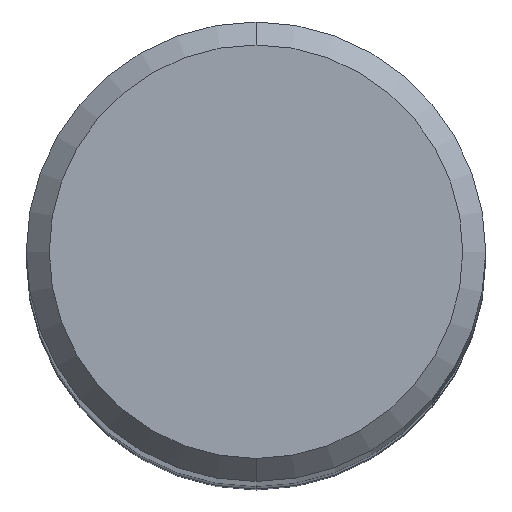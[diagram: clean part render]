
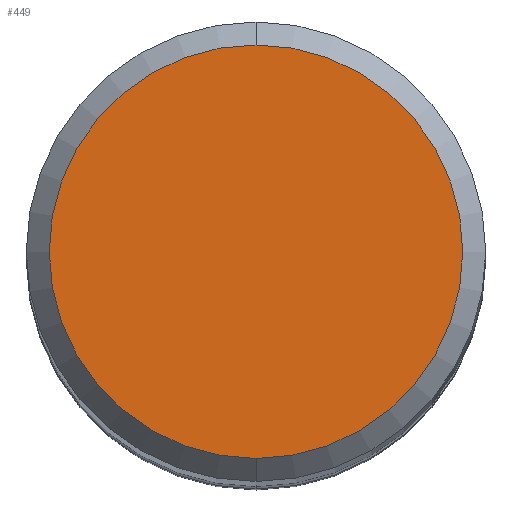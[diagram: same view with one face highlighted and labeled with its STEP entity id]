
A CAD part, top view. The second image highlights one B-rep face of the part: STEP entity #449.
In plain terms, the highlighted planar face has unit normal (0, 0, 1).
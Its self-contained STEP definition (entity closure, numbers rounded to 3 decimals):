
#283=VERTEX_POINT('',#676);
#449=ADVANCED_FACE('',(#866),#867,.T.);
#485=EDGE_CURVE('',#531,#283,#906,.T.);
#521=EDGE_CURVE('',#283,#531,#945,.T.);
#531=VERTEX_POINT('',#956);
#676=CARTESIAN_POINT('',(0.,-3.6,0.0));
#866=FACE_OUTER_BOUND('',#1451,.T.);
#867=PLANE('',#1452);
#906=CIRCLE('',#1538,3.6);
#945=CIRCLE('',#1607,3.6);
#956=CARTESIAN_POINT('',(0.0,3.6,0.0));
#1451=EDGE_LOOP('',(#2092,#2093));
#1452=AXIS2_PLACEMENT_3D('',#2094,#2095,#2096);
#1538=AXIS2_PLACEMENT_3D('',#2142,#2143,#2144);
#1607=AXIS2_PLACEMENT_3D('',#2197,#2198,#2199);
#2092=ORIENTED_EDGE('',*,*,#485,.F.);
#2093=ORIENTED_EDGE('',*,*,#521,.F.);
#2094=CARTESIAN_POINT('',(0.0,1.8,0.0));
#2095=DIRECTION('',(-0.0,0.0,1.0));
#2096=DIRECTION('',(0.0,-1.0,0.0));
#2142=CARTESIAN_POINT('',(0.0,0.0,0.0));
#2143=DIRECTION('',(0.0,0.0,-1.0));
#2144=DIRECTION('',(0.0,1.0,0.0));
#2197=CARTESIAN_POINT('',(0.0,0.0,0.0));
#2198=DIRECTION('',(0.0,0.0,-1.0));
#2199=DIRECTION('',(0.0,1.0,0.0));
